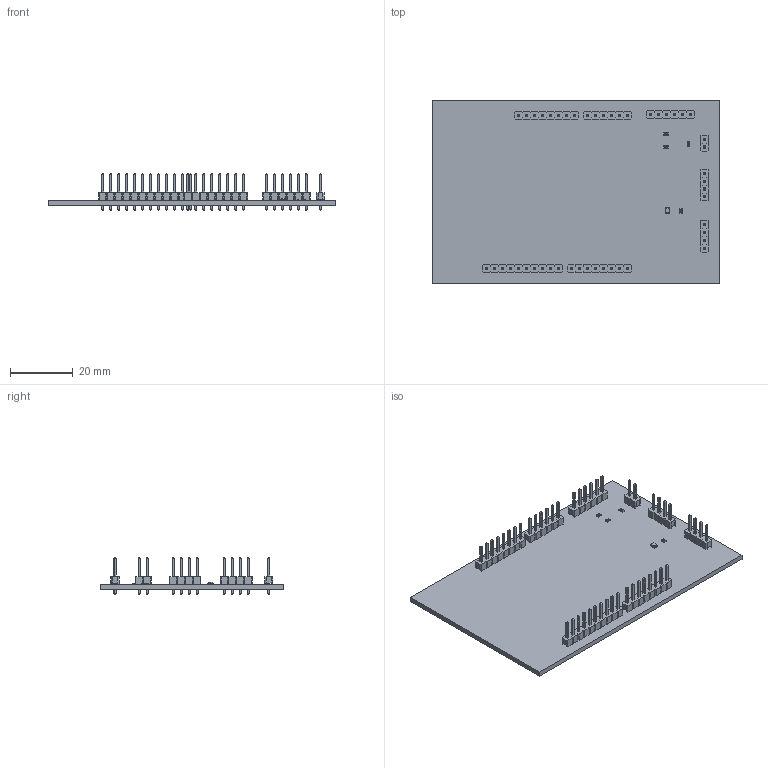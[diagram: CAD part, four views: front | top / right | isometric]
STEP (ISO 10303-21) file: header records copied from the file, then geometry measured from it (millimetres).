
FILE_DESCRIPTION(('Open CASCADE Model'),'2;1');
FILE_NAME('Open CASCADE Shape Model','2019-01-19T19:09:27',('Author'),( 'Open CASCADE'),'Open CASCADE STEP processor 6.8','Open CASCADE 6.8' ,'Unknown');
FILE_SCHEMA(('AUTOMOTIVE_DESIGN { 1 0 10303 214 1 1 1 1 }'));
Length unit declared in the file: millimetre
Products named in the file (29): PCB; Board; WEMOS_D1; 61301011121; 6130xx11121_PIN; 61300611121; 61300811121; R1; User_Library-RESC1608X05N; LED_ON; User_Library-0805; DHT22; 61300411121; DS3231; LCD; LDR; 61300211121; R3; R2; R0
Assembly tree (59 placements, depth 4):
  PCB
    Board
    WEMOS_D1
      61301011121
        6130xx11121_PIN  x10
        61301011121
      61300611121
        6130xx11121_PIN  x6
        61300611121
      61300811121  x2
        6130xx11121_PIN
        61300811121
    R1
      User_Library-RESC1608X05N
    LED_ON
      User_Library-0805
    DHT22
      61300411121
        6130xx11121_PIN  x4
        61300411121
    DS3231
      61300611121
        6130xx11121_PIN  x6
        61300611121
    LCD
      61300411121
        6130xx11121_PIN  x4
        61300411121
    LDR
      61300211121
        6130xx11121_PIN  x2
        61300211121
    R3
      User_Library-RESC1608X05N
    R2
      User_Library-RESC1608X05N
    R0
      User_Library-RESC1608X05N
Bounding box: 91.32 x 58.35 x 11.54 mm (x, y, z)
Volume: 9360.2 mm3; surface area: 14326.8 mm2
Topology: 73 solids, 73 shells, 2572 faces, 6402 edges, 3980 vertices
Faces by surface type: plane 1768, bspline 600, cylinder 204
Entity records: 35032 total; most frequent: CARTESIAN_POINT 6502, ORIENTED_EDGE 4856, DIRECTION 3875, EDGE_CURVE 2428, LINE 2045, VECTOR 2045, VERTEX_POINT 1576, FACE_BOUND 996
